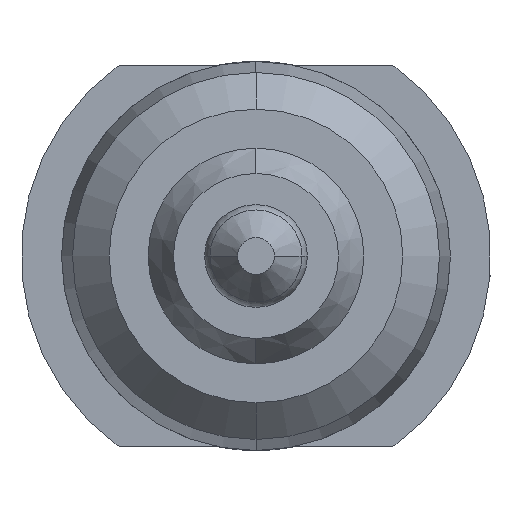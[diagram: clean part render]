
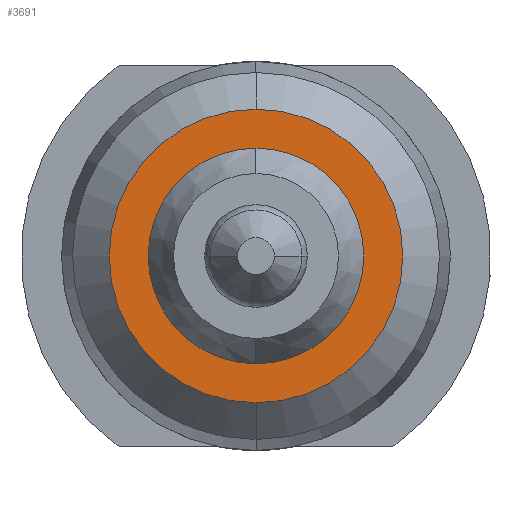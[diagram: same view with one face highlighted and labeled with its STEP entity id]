
A CAD part, front view. The second image highlights one B-rep face of the part: STEP entity #3691.
In plain terms, the highlighted planar face has unit normal (0, -1, 0).
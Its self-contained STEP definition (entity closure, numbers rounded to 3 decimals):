
#108 = CARTESIAN_POINT ( 'NONE',  ( 0., -28., 0.735 ) ) ;
#459 = EDGE_LOOP ( 'NONE', ( #2083, #1297 ) ) ;
#615 = DIRECTION ( 'NONE',  ( 0., 1., 0. ) ) ;
#677 = EDGE_CURVE ( 'Defeature ausgef�hrt1_13+Defeature ausgef�hrt1_2+Defeature ausgef�hrt1_2+Defeature ausgef�hrt1_2', #5222, #4796, #3758, .T. ) ;
#679 = CIRCLE ( 'NONE', #1722, 0.735 ) ;
#845 = CARTESIAN_POINT ( 'NONE',  ( 0., -28., -0.735 ) ) ;
#991 = CARTESIAN_POINT ( 'NONE',  ( 0., -28., 0. ) ) ;
#1276 = DIRECTION ( 'NONE',  ( -1., 0., 0. ) ) ;
#1297 = ORIENTED_EDGE ( 'NONE', *, *, #677, .F. ) ;
#1365 = VERTEX_POINT ( 'NONE', #108 ) ;
#1520 = DIRECTION ( 'NONE',  ( 0., 0., -1. ) ) ;
#1541 = EDGE_CURVE ( 'Defeature ausgef�hrt1_61+Defeature ausgef�hrt1_2+Defeature ausgef�hrt1_2+Defeature ausgef�hrt1_2', #1365, #2087, #679, .T. ) ;
#1564 = EDGE_LOOP ( 'NONE', ( #3666, #4341 ) ) ;
#1722 = AXIS2_PLACEMENT_3D ( 'NONE', #4466, #4897, #2837 ) ;
#1750 = CIRCLE ( 'NONE', #3281, 1. ) ;
#1917 = DIRECTION ( 'NONE',  ( 0., 1., 0. ) ) ;
#1999 = CIRCLE ( 'NONE', #4917, 0.735 ) ;
#2083 = ORIENTED_EDGE ( 'NONE', *, *, #3192, .F. ) ;
#2087 = VERTEX_POINT ( 'NONE', #845 ) ;
#2324 = DIRECTION ( 'NONE',  ( 0., 0., -1. ) ) ;
#2645 = CARTESIAN_POINT ( 'NONE',  ( 0., -28., 1. ) ) ;
#2782 = CARTESIAN_POINT ( 'NONE',  ( 0., -28., -1. ) ) ;
#2837 = DIRECTION ( 'NONE',  ( -1., 0., 0. ) ) ;
#3108 = CARTESIAN_POINT ( 'NONE',  ( 0., -28., 0. ) ) ;
#3124 = DIRECTION ( 'NONE',  ( 0., 1., 0. ) ) ;
#3192 = EDGE_CURVE ( 'Defeature ausgef�hrt1_13+Defeature ausgef�hrt1_2+Defeature ausgef�hrt1_2+Defeature ausgef�hrt1_2', #4796, #5222, #1750, .T. ) ;
#3281 = AXIS2_PLACEMENT_3D ( 'NONE', #3108, #615, #2324 ) ;
#3529 = FACE_OUTER_BOUND ( 'NONE', #459, .T. ) ;
#3663 = FACE_BOUND ( 'NONE', #1564, .T. ) ;
#3666 = ORIENTED_EDGE ( 'NONE', *, *, #1541, .F. ) ;
#3691 = ADVANCED_FACE ( 'Defeature ausgef�hrt1_2', ( #3663, #3529 ), #4827, .F. ) ;
#3758 = CIRCLE ( 'NONE', #4432, 1. ) ;
#3887 = DIRECTION ( 'NONE',  ( 0., 0., -1. ) ) ;
#4021 = CARTESIAN_POINT ( 'NONE',  ( -1., -28., 0. ) ) ;
#4182 = AXIS2_PLACEMENT_3D ( 'NONE', #4021, #1917, #1520 ) ;
#4341 = ORIENTED_EDGE ( 'NONE', *, *, #4967, .F. ) ;
#4432 = AXIS2_PLACEMENT_3D ( 'NONE', #991, #3124, #3887 ) ;
#4466 = CARTESIAN_POINT ( 'NONE',  ( 0., -28., 0. ) ) ;
#4582 = CARTESIAN_POINT ( 'NONE',  ( 0., -28., 0. ) ) ;
#4623 = DIRECTION ( 'NONE',  ( 0., -1., 0. ) ) ;
#4796 = VERTEX_POINT ( 'NONE', #2782 ) ;
#4827 = PLANE ( 'NONE',  #4182 ) ;
#4897 = DIRECTION ( 'NONE',  ( 0., -1., 0. ) ) ;
#4917 = AXIS2_PLACEMENT_3D ( 'NONE', #4582, #4623, #1276 ) ;
#4967 = EDGE_CURVE ( 'Defeature ausgef�hrt1_61+Defeature ausgef�hrt1_2+Defeature ausgef�hrt1_2+Defeature ausgef�hrt1_2', #2087, #1365, #1999, .T. ) ;
#5222 = VERTEX_POINT ( 'NONE', #2645 ) ;
